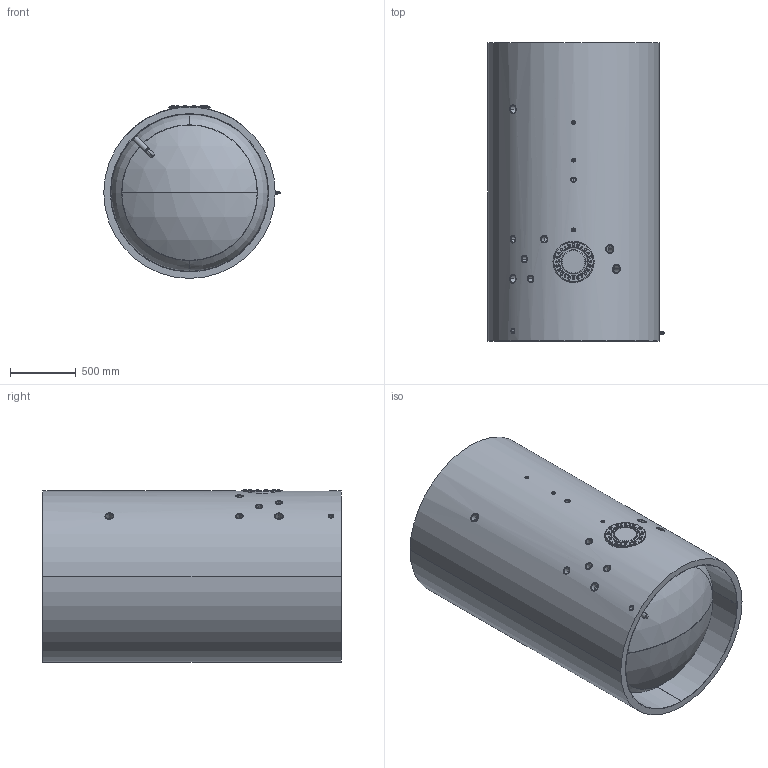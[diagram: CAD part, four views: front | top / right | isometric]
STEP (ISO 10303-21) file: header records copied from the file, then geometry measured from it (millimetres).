
FILE_DESCRIPTION (( 'STEP AP203' ), '1' );
FILE_NAME ('ÂÍ.2000.136.00.00 Âîäîíàãðåâàòåëü.STEP', '2021-08-29T15:42:56', ( 'suchkovdn' ), ( '' ), 'SwSTEP 2.0', 'SolidWorks 2018', '' );
FILE_SCHEMA (( 'CONFIG_CONTROL_DESIGN' ));
Length unit declared in the file: millimetre
Products named in the file (45): ÂÍ.2000.136.00.00 Âîäîíàãðåâàòåëü; Ïàòðóáîê G1 1_2_34å4-160; 淟檍瀖00; ﾗ襄鸙 蓁 瑙 315_00; ч蜱齁罻 2; ÂÍ.2000.136.00.02 Äíèùå âåðõíåå_850å4; ч蜱齁罻 1; Øïèëüêà ðåçüáîâàÿ_Œ12å80; Ïàòðóáîê G2_34å4-160; ÂÍ.2000.136.01.03 Ïàòðóáîê_76å4-50; ÂÍ.2000.136.00.07 Îòâîä_90ø-38å4; 署赅 膻赅 300_00; 塔忮瘃鸰00; Áîáûøêà äëÿ ÒÝÍ (G2)-80_00; ÂÍ.2000.136.00.03 Äíèùå íèæíåå_850å4; ч蜱齁罻 68; Èçîëÿöèÿ_00; ч蜱齁罻 42; Ãàéêà_Â_5915-70_Œ12; ﾗ襄鸙 1310_00; Áîáûøêà äëÿ ÒÝÍ (G1 1_2)_00; ÂÍ.2000.136.00.06 Ïàòðóáîê ñëèâà_42å3-200; Çíàê çàçåìëåíèÿ_00; ﾘ琺矜 ﾃﾎﾑﾒ 11371-78_12; ч蜱齁罻 30; Ëþê 300_00; 峦.2000.136.00.08 彦瘘汔_懃囔 3-2-1_1; 呧蜦蠂駻00; 蟬.2000.136.00.01 挓毿骫罻_00; ÂÍ.2000.136.00.09 Íàêëàäêà_850å4; Øàéáà_ïðóæèííàÿ_6402-70_ä12; 项牮桢 忭篁疱礤錩00; 諘蜱齁罻 57; ч蜱齁罻1_2; Ïðîêëàäêà ëþêà 300_00; 蟬.2000.136.00.05 扻錪犩 縺膹馯膼嬅00; Áîáûøêà G1_00; ÂÍ.2000.136.00.04 Áîáûøêà âîçäóøíèê_34å4-160; 蟬.2000.136.01.00 昜闉趌00; Áîáûøêà ïîä òåðìîìåòð_00 ...
Assembly tree (60 placements, depth 3):
  ÂÍ.2000.136.00.00 Âîäîíàãðåâàòåëü
    蟬.2000.136.01.00 昜闉趌00
      ÂÍ.2000.136.01.01 Îáå÷àéêà_1200å4; L=200
      ÂÍ.2000.136.01.03 Ïàòðóáîê_76å4-50
      Øïèëüêà ðåçüáîâàÿ_Œ12å80
      Ãàéêà_Â_5915-70_Œ12  x2
      ﾘ琺矜 ﾃﾎﾑﾒ 11371-78_12  x2
      Øàéáà_ïðóæèííàÿ_6402-70_ä12
    蟬.2000.136.00.01 挓毿骫罻_00
    ÂÍ.2000.136.00.02 Äíèùå âåðõíåå_850å4
    ÂÍ.2000.136.00.03 Äíèùå íèæíåå_850å4
    ÂÍ.2000.136.00.04 Áîáûøêà âîçäóøíèê_34å4-160
    蟬.2000.136.00.05 扻錪犩 縺膹馯膼嬅00
    ÂÍ.2000.136.00.06 Ïàòðóáîê ñëèâà_42å3-200
    ÂÍ.2000.136.00.07 Îòâîä_90ø-38å4
    峦.2000.136.00.08 彦瘘汔_懃囔 3-2-1_1  x2
    ÂÍ.2000.136.00.09 Íàêëàäêà_850å4  x2
    Ïàòðóáîê G2_34å4-160  x2
    Ïàòðóáîê G1 1_2_34å4-160
    Áîáûøêà äëÿ ÒÝÍ (G1 1_2)_00  x3
    Áîáûøêà äëÿ ÒÝÍ (G2)-80_00  x2
    Áîáûøêà G1_00
    Áîáûøêà ïîä òåðìîìåòð_00  x3
    Èçîëÿöèÿ_00
    Ëþê 300_00
    署赅 膻赅 300_00
    Ïðîêëàäêà ëþêà 300_00
    Áîëò ÃÎÑÒ Ð ÈÑÎ 4017_Œ12å30  x12
    Ãàéêà_Â_5915-70_Œ12  x12
  淟檍瀖00
  ﾗ襄鸙 蓁 瑙 315_00
  ч蜱齁罻 2
  ч蜱齁罻 1
Bounding box: 1337.5 x 2260 x 1311 mm (x, y, z)
Volume: 530746507.7 mm3; surface area: 41323632.9 mm2
Topology: 72 solids, 72 shells, 1005 faces, 2344 edges, 1499 vertices
Faces by surface type: cylinder 361, plane 348, cone 204, torus 64, sphere 20, bspline 8
Entity records: 30963 total; most frequent: CARTESIAN_POINT 15099, DIRECTION 2340, ORIENTED_EDGE 2122, EDGE_CURVE 1061, AXIS2_PLACEMENT_3D 997, VERTEX_POINT 681, EDGE_LOOP 598, CIRCLE 511
